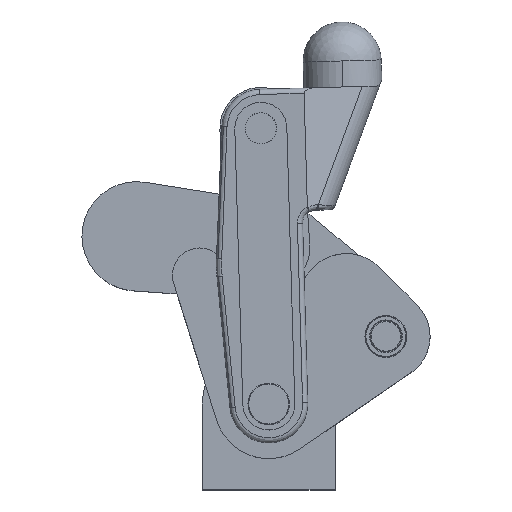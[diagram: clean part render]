
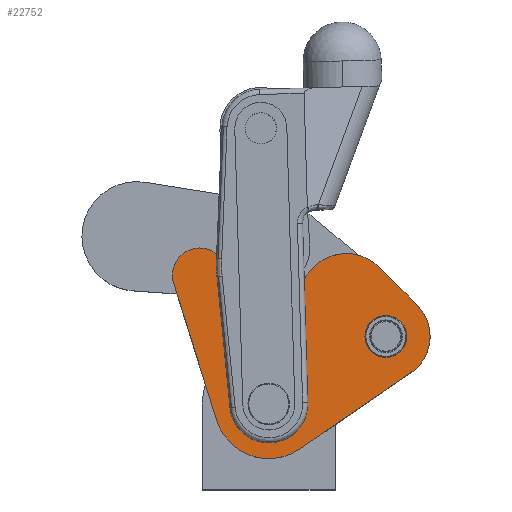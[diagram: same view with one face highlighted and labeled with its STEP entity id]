
A CAD part, top view. The second image highlights one B-rep face of the part: STEP entity #22752.
In plain terms, the highlighted planar face has unit normal (0, 0, 1).
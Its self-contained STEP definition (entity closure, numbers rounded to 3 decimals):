
#1467=CARTESIAN_POINT('',(-32.468,-20.508,20.962));
#1468=VERTEX_POINT('',#1467);
#1484=CARTESIAN_POINT('',(-32.194,-21.69,20.962));
#1485=VERTEX_POINT('',#1484);
#1492=CARTESIAN_POINT('',(-24.56,-19.299,20.962));
#1493=DIRECTION('',(0.0,0.0,-1.));
#1494=DIRECTION('',(-0.989,-0.151,0.0));
#1495=AXIS2_PLACEMENT_3D('',#1492,#1493,#1494);
#1496=CIRCLE('',#1495,8.0);
#1497=EDGE_CURVE('',#1485,#1468,#1496,.T.);
#1549=CARTESIAN_POINT('',(41.39,-42.417,20.962));
#1550=VERTEX_POINT('',#1549);
#1559=CARTESIAN_POINT('',(57.49,-42.417,20.962));
#1560=VERTEX_POINT('',#1559);
#1561=CARTESIAN_POINT('',(49.44,-42.417,20.962));
#1562=DIRECTION('',(0.0,0.0,-1.0));
#1563=DIRECTION('',(-1.0,0.0,0.0));
#1564=AXIS2_PLACEMENT_3D('',#1561,#1562,#1563);
#1565=CIRCLE('',#1564,8.05);
#1566=EDGE_CURVE('',#1560,#1550,#1565,.T.);
#22321=CARTESIAN_POINT('',(47.015,-15.884,20.962));
#22322=VERTEX_POINT('',#22321);
#22323=CARTESIAN_POINT('',(61.488,-30.424,20.962));
#22324=VERTEX_POINT('',#22323);
#22325=CARTESIAN_POINT('',(47.015,-15.884,20.962));
#22326=DIRECTION('',(0.705,-0.709,0.0));
#22327=VECTOR('',#22326,20.516);
#22328=LINE('',#22325,#22327);
#22329=EDGE_CURVE('',#22322,#22324,#22328,.T.);
#22361=CARTESIAN_POINT('',(19.347,-18.5,20.962));
#22362=VERTEX_POINT('',#22361);
#22363=CARTESIAN_POINT('',(34.258,-28.583,20.962));
#22364=DIRECTION('',(0.0,0.0,-1.0));
#22365=DIRECTION('',(-0.709,-0.705,0.0));
#22366=AXIS2_PLACEMENT_3D('',#22363,#22364,#22365);
#22367=CIRCLE('',#22366,18.);
#22368=EDGE_CURVE('',#22362,#22322,#22367,.T.);
#22403=CARTESIAN_POINT('',(-12.298,-15.049,20.962));
#22404=VERTEX_POINT('',#22403);
#22405=CARTESIAN_POINT('',(4.436,-8.417,20.962));
#22406=DIRECTION('',(0.0,0.0,1.));
#22407=DIRECTION('',(-0.93,-0.368,0.0));
#22408=AXIS2_PLACEMENT_3D('',#22405,#22406,#22407);
#22409=CIRCLE('',#22408,18.0);
#22410=EDGE_CURVE('',#22404,#22362,#22409,.T.);
#22436=CARTESIAN_POINT('',(-32.56,-18.917,20.962));
#22437=VERTEX_POINT('',#22436);
#22438=CARTESIAN_POINT('',(-22.06,-18.917,20.962));
#22439=DIRECTION('',(0.0,0.0,-1.0));
#22440=DIRECTION('',(-0.93,-0.368,0.0));
#22441=AXIS2_PLACEMENT_3D('',#22438,#22439,#22440);
#22442=CIRCLE('',#22441,10.5);
#22443=EDGE_CURVE('',#22437,#22404,#22442,.T.);
#22469=CARTESIAN_POINT('',(-32.56,-19.299,20.962));
#22470=VERTEX_POINT('',#22469);
#22479=CARTESIAN_POINT('',(-32.56,-19.299,20.962));
#22480=DIRECTION('',(0.0,1.0,0.0));
#22481=VECTOR('',#22480,0.382);
#22482=LINE('',#22479,#22481);
#22483=EDGE_CURVE('',#22470,#22437,#22482,.T.);
#22509=CARTESIAN_POINT('',(49.44,-42.417,20.962));
#22510=DIRECTION('',(0.0,0.0,-1.0));
#22511=DIRECTION('',(-1.0,0.0,0.0));
#22512=AXIS2_PLACEMENT_3D('',#22509,#22510,#22511);
#22513=CIRCLE('',#22512,8.05);
#22514=EDGE_CURVE('',#1550,#1560,#22513,.T.);
#22552=CARTESIAN_POINT('',(59.053,-56.439,20.962));
#22553=VERTEX_POINT('',#22552);
#22554=CARTESIAN_POINT('',(49.44,-42.417,20.962));
#22555=DIRECTION('',(0.0,0.0,-1.0));
#22556=DIRECTION('',(-0.498,0.867,0.0));
#22557=AXIS2_PLACEMENT_3D('',#22554,#22555,#22556);
#22558=CIRCLE('',#22557,17.);
#22559=EDGE_CURVE('',#22324,#22553,#22558,.T.);
#22593=CARTESIAN_POINT('',(16.314,-85.738,20.962));
#22594=VERTEX_POINT('',#22593);
#22595=CARTESIAN_POINT('',(16.314,-85.738,20.962));
#22596=DIRECTION('',(0.825,0.565,0.0));
#22597=VECTOR('',#22596,51.817);
#22598=LINE('',#22595,#22597);
#22599=EDGE_CURVE('',#22594,#22553,#22598,.T.);
#22633=CARTESIAN_POINT('',(-15.601,-74.691,20.962));
#22634=VERTEX_POINT('',#22633);
#22635=CARTESIAN_POINT('',(4.44,-68.417,20.962));
#22636=DIRECTION('',(0.0,0.0,1.0));
#22637=DIRECTION('',(0.954,0.299,0.0));
#22638=AXIS2_PLACEMENT_3D('',#22635,#22636,#22637);
#22639=CIRCLE('',#22638,21.0);
#22640=EDGE_CURVE('',#22634,#22594,#22639,.T.);
#22680=CARTESIAN_POINT('',(-32.194,-21.69,20.962));
#22681=DIRECTION('',(0.299,-0.954,0.0));
#22682=VECTOR('',#22681,55.539);
#22683=LINE('',#22680,#22682);
#22684=EDGE_CURVE('',#1485,#22634,#22683,.T.);
#22689=CARTESIAN_POINT('',(7.223,-73.336,20.962));
#22690=DIRECTION('',(0.0,0.0,1.0));
#22691=DIRECTION('',(1.0,0.0,0.0));
#22692=AXIS2_PLACEMENT_3D('',#22689,#22690,#22691);
#22693=PLANE('',#22692);
#22694=ORIENTED_EDGE('',*,*,#1497,.F.);
#22695=ORIENTED_EDGE('',*,*,#22684,.T.);
#22696=ORIENTED_EDGE('',*,*,#22640,.T.);
#22697=ORIENTED_EDGE('',*,*,#22599,.T.);
#22698=ORIENTED_EDGE('',*,*,#22559,.F.);
#22699=ORIENTED_EDGE('',*,*,#22329,.F.);
#22700=ORIENTED_EDGE('',*,*,#22368,.F.);
#22701=ORIENTED_EDGE('',*,*,#22410,.F.);
#22702=ORIENTED_EDGE('',*,*,#22443,.F.);
#22703=ORIENTED_EDGE('',*,*,#22483,.F.);
#22704=CARTESIAN_POINT('',(-24.56,-19.299,20.962));
#22705=DIRECTION('',(0.0,0.0,-1.));
#22706=DIRECTION('',(-0.989,-0.151,0.0));
#22707=AXIS2_PLACEMENT_3D('',#22704,#22705,#22706);
#22708=CIRCLE('',#22707,8.0);
#22709=EDGE_CURVE('',#1468,#22470,#22708,.T.);
#22710=ORIENTED_EDGE('',*,*,#22709,.F.);
#22711=EDGE_LOOP('',(#22694,#22695,#22696,#22697,#22698,#22699,#22700,#22701,#22702,#22703,#22710));
#22712=FACE_OUTER_BOUND('',#22711,.T.);
#22713=CARTESIAN_POINT('',(-14.145,-32.938,20.962));
#22714=VERTEX_POINT('',#22713);
#22715=CARTESIAN_POINT('',(18.396,-31.999,20.962));
#22716=VERTEX_POINT('',#22715);
#22717=CARTESIAN_POINT('',(-14.145,-32.938,20.962));
#22718=DIRECTION('',(1.,0.029,0.));
#22719=VECTOR('',#22718,32.554);
#22720=LINE('',#22717,#22719);
#22721=EDGE_CURVE('',#22714,#22716,#22720,.T.);
#22722=ORIENTED_EDGE('',*,*,#22721,.T.);
#22723=CARTESIAN_POINT('',(19.434,-67.985,20.962));
#22724=VERTEX_POINT('',#22723);
#22725=CARTESIAN_POINT('',(18.396,-31.999,20.962));
#22726=DIRECTION('',(0.029,-1.,0.));
#22727=VECTOR('',#22726,36.);
#22728=LINE('',#22725,#22727);
#22729=EDGE_CURVE('',#22716,#22724,#22728,.T.);
#22730=ORIENTED_EDGE('',*,*,#22729,.T.);
#22731=CARTESIAN_POINT('',(-10.487,-69.895,20.962));
#22732=VERTEX_POINT('',#22731);
#22733=CARTESIAN_POINT('',(4.44,-68.417,20.962));
#22734=DIRECTION('',(0.,0.,-1.));
#22735=DIRECTION('',(-1.,-0.029,0.));
#22736=AXIS2_PLACEMENT_3D('',#22733,#22734,#22735);
#22737=CIRCLE('',#22736,15.);
#22738=EDGE_CURVE('',#22724,#22732,#22737,.T.);
#22739=ORIENTED_EDGE('',*,*,#22738,.T.);
#22740=CARTESIAN_POINT('',(-10.487,-69.895,20.962));
#22741=DIRECTION('',(-0.098,0.995,0.));
#22742=VECTOR('',#22741,37.137);
#22743=LINE('',#22740,#22742);
#22744=EDGE_CURVE('',#22732,#22714,#22743,.T.);
#22745=ORIENTED_EDGE('',*,*,#22744,.T.);
#22746=EDGE_LOOP('',(#22722,#22730,#22739,#22745));
#22747=FACE_BOUND('',#22746,.T.);
#22748=ORIENTED_EDGE('',*,*,#1566,.T.);
#22749=ORIENTED_EDGE('',*,*,#22514,.T.);
#22750=EDGE_LOOP('',(#22748,#22749));
#22751=FACE_BOUND('',#22750,.T.);
#22752=ADVANCED_FACE('',(#22712,#22747,#22751),#22693,.T.);
